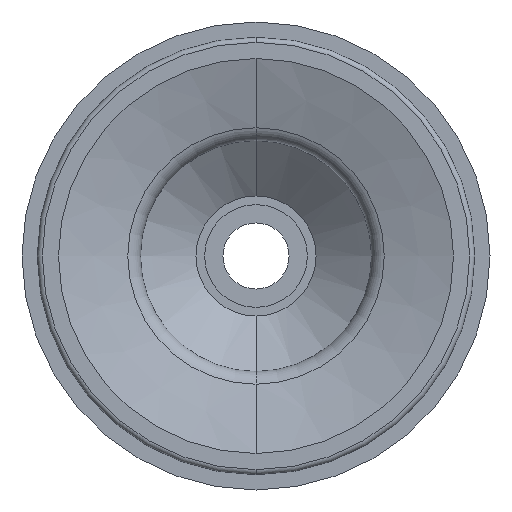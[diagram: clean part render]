
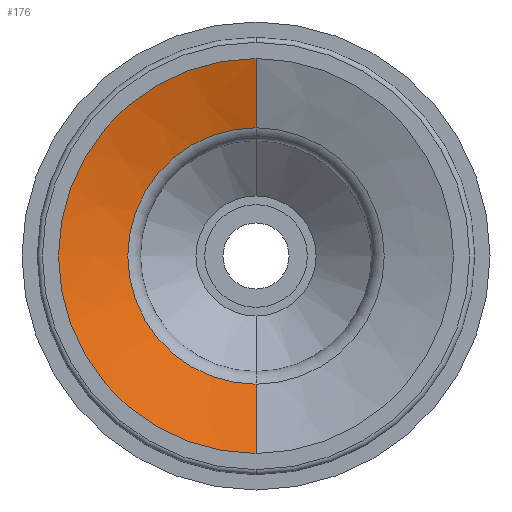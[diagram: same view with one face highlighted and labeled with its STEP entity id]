
A CAD part, front view. The second image highlights one B-rep face of the part: STEP entity #176.
In plain terms, the highlighted conical face has half-angle 72.197 degrees and reference radius 19.408 mm.
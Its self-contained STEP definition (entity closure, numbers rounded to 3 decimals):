
#176=ADVANCED_FACE('',(#446),#447,.F.);
#446=FACE_OUTER_BOUND('',#823,.T.);
#447=CONICAL_SURFACE('',#824,19.408,1.26);
#823=EDGE_LOOP('',(#4009,#4010,#4011,#4012));
#824=AXIS2_PLACEMENT_3D('',#4013,#4014,#4015);
#4009=ORIENTED_EDGE('',*,*,#4812,.T.);
#4010=ORIENTED_EDGE('',*,*,#4871,.T.);
#4011=ORIENTED_EDGE('',*,*,#4872,.F.);
#4012=ORIENTED_EDGE('',*,*,#4873,.F.);
#4013=CARTESIAN_POINT('',(0.0,-28.4,0.0));
#4014=DIRECTION('',(0.0,-1.0,-0.0));
#4015=DIRECTION('',(0.0,0.0,-1.0));
#4812=EDGE_CURVE('',#5204,#5208,#5210,.T.);
#4871=EDGE_CURVE('',#5208,#5303,#5304,.T.);
#4872=EDGE_CURVE('',#5305,#5303,#5306,.T.);
#4873=EDGE_CURVE('',#5204,#5305,#5307,.T.);
#5204=VERTEX_POINT('',#5761);
#5208=VERTEX_POINT('',#5765);
#5210=CIRCLE('',#5767,12.6);
#5303=VERTEX_POINT('',#5870);
#5304=LINE('',#5871,#5872);
#5305=VERTEX_POINT('',#5873);
#5306=CIRCLE('',#5874,19.408);
#5307=LINE('',#5875,#5876);
#5761=CARTESIAN_POINT('',(0.0,-26.214,-12.6));
#5765=CARTESIAN_POINT('',(0.,-26.214,12.6));
#5767=AXIS2_PLACEMENT_3D('',#7563,#7564,#7565);
#5870=CARTESIAN_POINT('',(0.,-28.4,19.408));
#5871=CARTESIAN_POINT('',(0.,-28.4,19.408));
#5872=VECTOR('',#7678,1000.0);
#5873=CARTESIAN_POINT('',(0.0,-28.4,-19.408));
#5874=AXIS2_PLACEMENT_3D('',#7679,#7680,#7681);
#5875=CARTESIAN_POINT('',(0.0,-28.4,-19.408));
#5876=VECTOR('',#7682,1000.0);
#7563=CARTESIAN_POINT('',(0.0,-26.214,0.0));
#7564=DIRECTION('',(0.0,1.0,0.0));
#7565=DIRECTION('',(0.0,0.0,1.0));
#7678=DIRECTION('',(0.,-0.306,0.952));
#7679=CARTESIAN_POINT('',(0.0,-28.4,0.0));
#7680=DIRECTION('',(0.0,1.0,0.0));
#7681=DIRECTION('',(0.0,0.0,1.0));
#7682=DIRECTION('',(0.0,-0.306,-0.952));
